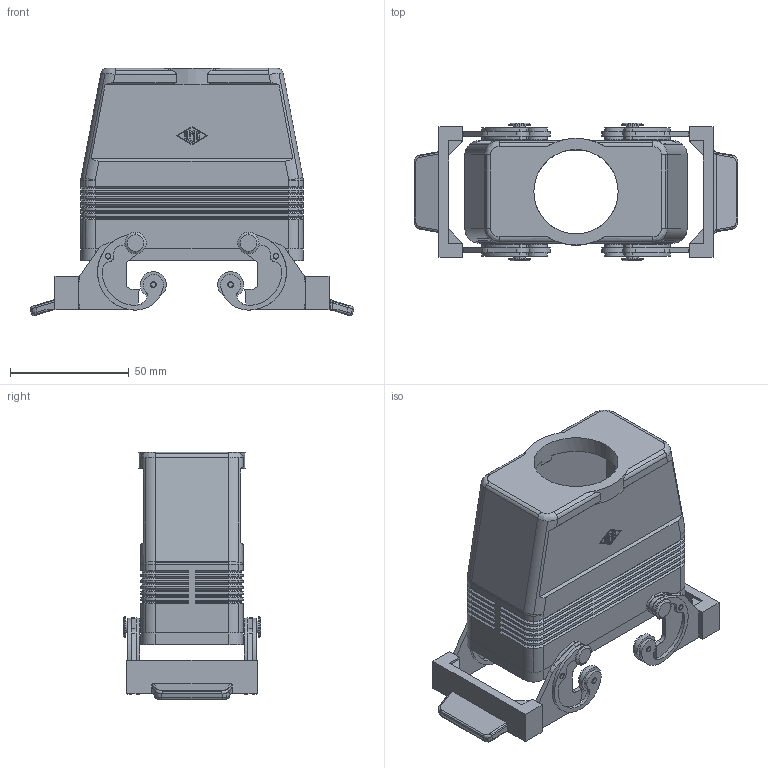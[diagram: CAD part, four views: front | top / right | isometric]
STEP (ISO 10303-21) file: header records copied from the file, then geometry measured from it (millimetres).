
FILE_DESCRIPTION((''),'2;1');
FILE_NAME('CMAV 06 G29.stp','2006-12-21T11:14:40',('gembarski'),(''),'Autodesk Inventor 7','Autodesk Inventor 7','');
FILE_SCHEMA(('AUTOMOTIVE_DESIGN { 1 0 10303 214 1 1 1 1 }'));
Length unit declared in the file: millimetre
Products named in the file (1): CAV Tüllengehäuse 2 Bügel für einen Einsatz
Bounding box: 136.29 x 58 x 104.08 mm (x, y, z)
Volume: 107372.2 mm3; surface area: 61180.7 mm2
Topology: 1 solids, 5 shells, 957 faces, 2424 edges, 1498 vertices
Faces by surface type: plane 304, bspline 281, cylinder 252, cone 100, torus 16, sphere 4
Entity records: 31837 total; most frequent: CARTESIAN_POINT 8985, ORIENTED_EDGE 4828, DIRECTION 4776, EDGE_CURVE 2414, AXIS2_PLACEMENT_3D 1695, VERTEX_POINT 1498, VECTOR 1386, LINE 1386
